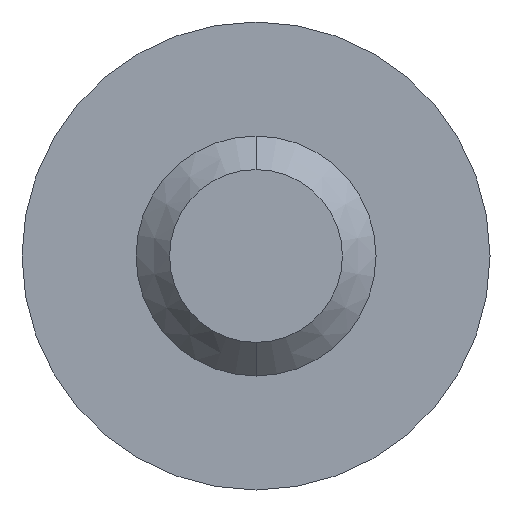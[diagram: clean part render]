
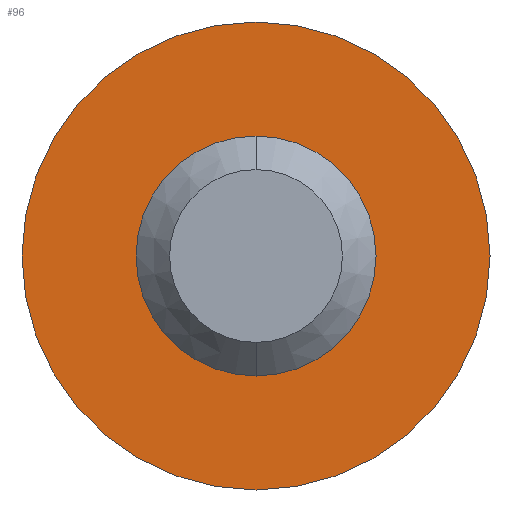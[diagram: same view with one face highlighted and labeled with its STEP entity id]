
A CAD part, front view. The second image highlights one B-rep face of the part: STEP entity #96.
In plain terms, the highlighted planar face has unit normal (0, -1, 0).
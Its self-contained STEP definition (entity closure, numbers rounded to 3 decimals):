
#17 = CARTESIAN_POINT ( 'NONE',  ( 0., -1.175, 0. ) ) ;
#29 = VERTEX_POINT ( 'NONE', #555 ) ;
#34 = DIRECTION ( 'NONE',  ( 0., 0., -1. ) ) ;
#35 = EDGE_CURVE ( 'NONE', #29, #353, #567, .T. ) ;
#63 = AXIS2_PLACEMENT_3D ( 'NONE', #80, #779, #343 ) ;
#69 = VERTEX_POINT ( 'NONE', #503 ) ;
#80 = CARTESIAN_POINT ( 'NONE',  ( 0., -1.175, 0. ) ) ;
#96 = ADVANCED_FACE ( 'NONE', ( #126, #560 ), #133, .F. ) ;
#126 = FACE_BOUND ( 'NONE', #472, .T. ) ;
#133 = PLANE ( 'NONE',  #488 ) ;
#144 = EDGE_CURVE ( 'NONE', #353, #29, #635, .T. ) ;
#195 = EDGE_CURVE ( 'NONE', #69, #204, #451, .T. ) ;
#201 = DIRECTION ( 'NONE',  ( 0., 0., -1. ) ) ;
#204 = VERTEX_POINT ( 'NONE', #271 ) ;
#232 = CARTESIAN_POINT ( 'NONE',  ( 0., -1.175, 2.5 ) ) ;
#233 = DIRECTION ( 'NONE',  ( 0., 1., 0. ) ) ;
#239 = ORIENTED_EDGE ( 'NONE', *, *, #35, .F. ) ;
#250 = AXIS2_PLACEMENT_3D ( 'NONE', #276, #710, #344 ) ;
#261 = ORIENTED_EDGE ( 'NONE', *, *, #144, .F. ) ;
#271 = CARTESIAN_POINT ( 'NONE',  ( 0., -1.175, 4.875 ) ) ;
#276 = CARTESIAN_POINT ( 'NONE',  ( 0., -1.175, 0. ) ) ;
#283 = AXIS2_PLACEMENT_3D ( 'NONE', #327, #761, #201 ) ;
#327 = CARTESIAN_POINT ( 'NONE',  ( 0., -1.175, 0. ) ) ;
#337 = DIRECTION ( 'NONE',  ( 0., 1., 0. ) ) ;
#343 = DIRECTION ( 'NONE',  ( 0., 0., -1. ) ) ;
#344 = DIRECTION ( 'NONE',  ( 0., 0., -1. ) ) ;
#353 = VERTEX_POINT ( 'NONE', #232 ) ;
#373 = ORIENTED_EDGE ( 'NONE', *, *, #700, .F. ) ;
#405 = CIRCLE ( 'NONE', #617, 4.875 ) ;
#430 = EDGE_LOOP ( 'NONE', ( #621, #373 ) ) ;
#451 = CIRCLE ( 'NONE', #250, 4.875 ) ;
#472 = EDGE_LOOP ( 'NONE', ( #239, #261 ) ) ;
#488 = AXIS2_PLACEMENT_3D ( 'NONE', #17, #337, #573 ) ;
#503 = CARTESIAN_POINT ( 'NONE',  ( 0., -1.175, -4.875 ) ) ;
#555 = CARTESIAN_POINT ( 'NONE',  ( 0., -1.175, -2.5 ) ) ;
#560 = FACE_OUTER_BOUND ( 'NONE', #430, .T. ) ;
#567 = CIRCLE ( 'NONE', #283, 2.5 ) ;
#573 = DIRECTION ( 'NONE',  ( 0., 0., 1. ) ) ;
#617 = AXIS2_PLACEMENT_3D ( 'NONE', #731, #233, #34 ) ;
#621 = ORIENTED_EDGE ( 'NONE', *, *, #195, .F. ) ;
#635 = CIRCLE ( 'NONE', #63, 2.5 ) ;
#700 = EDGE_CURVE ( 'NONE', #204, #69, #405, .T. ) ;
#710 = DIRECTION ( 'NONE',  ( 0., 1., 0. ) ) ;
#731 = CARTESIAN_POINT ( 'NONE',  ( 0., -1.175, 0. ) ) ;
#761 = DIRECTION ( 'NONE',  ( 0., -1., 0. ) ) ;
#779 = DIRECTION ( 'NONE',  ( 0., -1., 0. ) ) ;
